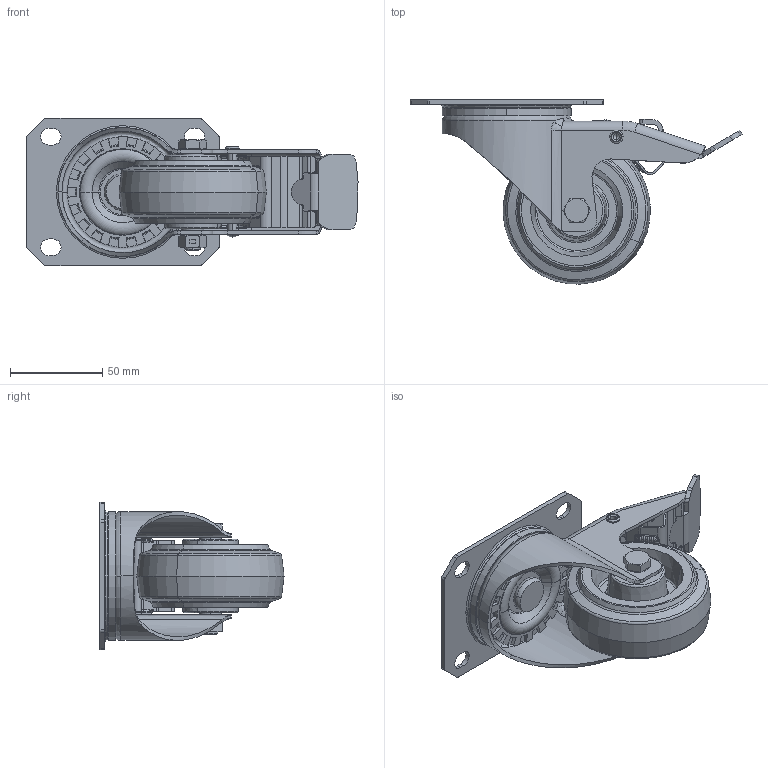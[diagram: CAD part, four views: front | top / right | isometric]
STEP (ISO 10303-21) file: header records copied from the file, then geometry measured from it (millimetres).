
FILE_DESCRIPTION (( 'STEP AP214' ), '1' );
FILE_NAME ('0055658.step', '2023-11-30T11:32:17', ( '' ), ( '' ), 'SwSTEP 2.0', 'SolidWorks 2020', '' );
FILE_SCHEMA (( 'AUTOMOTIVE_DESIGN' ));
Length unit declared in the file: millimetre
Products named in the file (1): 0055658
Bounding box: 180.21 x 99.96 x 80 mm (x, y, z)
Volume: 213424.9 mm3; surface area: 112278 mm2
Topology: 9 solids, 9 shells, 1226 faces, 3177 edges, 1972 vertices
Faces by surface type: plane 405, cylinder 352, bspline 222, torus 155, cone 88, sphere 4
Entity records: 62462 total; most frequent: CARTESIAN_POINT 20155, ORIENTED_EDGE 6322, DIRECTION 5734, EDGE_CURVE 3161, AXIS2_PLACEMENT_3D 2232, VERTEX_POINT 1972, EDGE_LOOP 1283, LINE 1270
